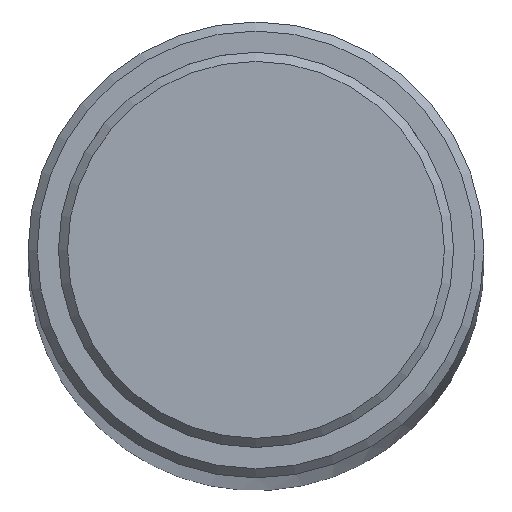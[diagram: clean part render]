
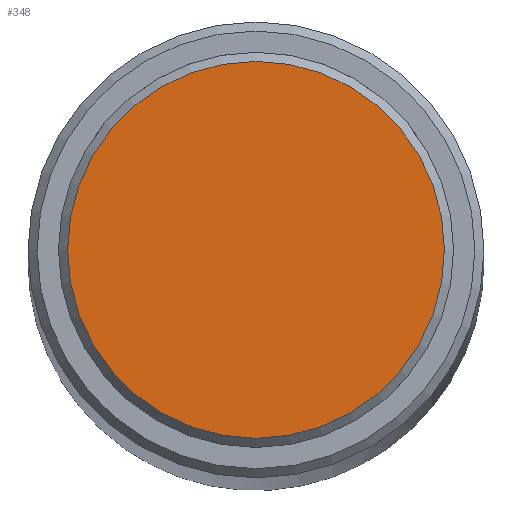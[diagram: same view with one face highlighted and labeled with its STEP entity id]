
A CAD part, top view. The second image highlights one B-rep face of the part: STEP entity #348.
In plain terms, the highlighted planar face has unit normal (0, 0, 1).
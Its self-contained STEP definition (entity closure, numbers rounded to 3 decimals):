
#348=ADVANCED_FACE('',(#475),#432,.T.);
#432=PLANE('',#1390);
#475=FACE_OUTER_BOUND('',#536,.T.);
#536=EDGE_LOOP('',(#657));
#657=ORIENTED_EDGE('',*,*,#1115,.T.);
#992=VERTEX_POINT('',#2003);
#1115=EDGE_CURVE('',#992,#992,#1285,.T.);
#1285=CIRCLE('',#1389,62.);
#1389=AXIS2_PLACEMENT_3D('',#2002,#1577,#1578);
#1390=AXIS2_PLACEMENT_3D('',#2004,#1579,#1580);
#1577=DIRECTION('',(0.,0.,1.));
#1578=DIRECTION('',(1.,0.,0.));
#1579=DIRECTION('',(0.,0.,1.));
#1580=DIRECTION('',(1.,0.,0.));
#2002=CARTESIAN_POINT('',(0.,0.,11.));
#2003=CARTESIAN_POINT('',(62.,0.,11.));
#2004=CARTESIAN_POINT('',(0.,0.,11.));
